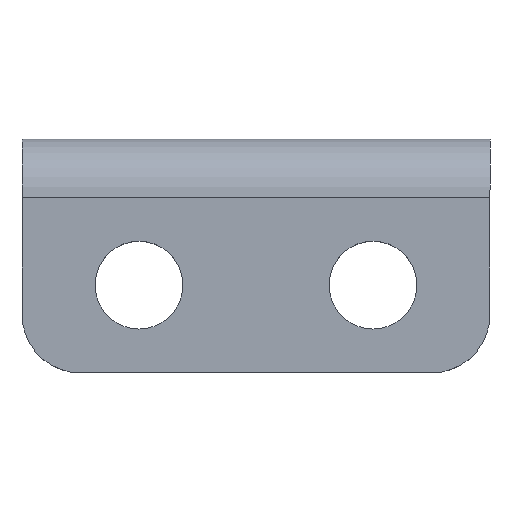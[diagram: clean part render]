
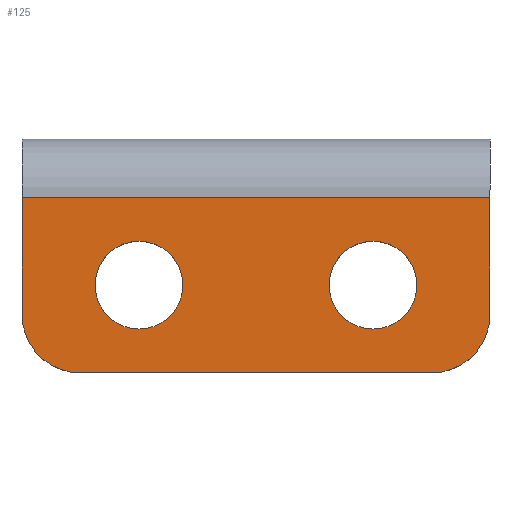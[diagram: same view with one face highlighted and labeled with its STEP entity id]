
A CAD part, top view. The second image highlights one B-rep face of the part: STEP entity #125.
In plain terms, the highlighted planar face has unit normal (0, 0, 1).
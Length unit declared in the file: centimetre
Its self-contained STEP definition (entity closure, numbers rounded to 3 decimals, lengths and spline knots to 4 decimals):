
#1 = CARTESIAN_POINT ( 'NONE',  ( 0.55, -0.3, 0.2 ) ) ;
#2 = ORIENTED_EDGE ( 'NONE', *, *, #479, .T. ) ;
#3 = DIRECTION ( 'NONE',  ( 1., 0., 0. ) ) ;
#20 = CARTESIAN_POINT ( 'NONE',  ( 1.6, -0.4, 0.2 ) ) ;
#23 = LINE ( 'NONE', #216, #149 ) ;
#32 = DIRECTION ( 'NONE',  ( 1., 0., 0. ) ) ;
#48 = ORIENTED_EDGE ( 'NONE', *, *, #492, .T. ) ;
#51 = ORIENTED_EDGE ( 'NONE', *, *, #452, .F. ) ;
#56 = ORIENTED_EDGE ( 'NONE', *, *, #498, .T. ) ;
#59 = AXIS2_PLACEMENT_3D ( 'NONE', #341, #527, #32 ) ;
#63 = CARTESIAN_POINT ( 'NONE',  ( 1.05, -0.3, 0.2 ) ) ;
#68 = AXIS2_PLACEMENT_3D ( 'NONE', #478, #394, #163 ) ;
#78 = CARTESIAN_POINT ( 'NONE',  ( 1.6, -0.4, 0.2 ) ) ;
#118 = VERTEX_POINT ( 'NONE', #579 ) ;
#119 = DIRECTION ( 'NONE',  ( 0., 0., 1. ) ) ;
#124 = LINE ( 'NONE', #78, #530 ) ;
#125 = ADVANCED_FACE ( 'NONE', ( #208, #203, #378 ), #299, .T. ) ;
#145 = VERTEX_POINT ( 'NONE', #302 ) ;
#149 = VECTOR ( 'NONE', #580, 100. ) ;
#154 = EDGE_LOOP ( 'NONE', ( #51, #342 ) ) ;
#155 = EDGE_CURVE ( 'NONE', #555, #262, #124, .T. ) ;
#156 = LINE ( 'NONE', #529, #442 ) ;
#163 = DIRECTION ( 'NONE',  ( 1., 0., 0. ) ) ;
#165 = DIRECTION ( 'NONE',  ( 0., 0., 1. ) ) ;
#192 = ORIENTED_EDGE ( 'NONE', *, *, #155, .T. ) ;
#203 = FACE_BOUND ( 'NONE', #154, .T. ) ;
#206 = CARTESIAN_POINT ( 'NONE',  ( 1.35, -0.3, 0.2 ) ) ;
#208 = FACE_BOUND ( 'NONE', #369, .T. ) ;
#210 = EDGE_CURVE ( 'NONE', #279, #118, #500, .T. ) ;
#211 = CARTESIAN_POINT ( 'NONE',  ( 0., 0., 0.2 ) ) ;
#215 = CARTESIAN_POINT ( 'NONE',  ( 0.4, -0.3, 0.2 ) ) ;
#216 = CARTESIAN_POINT ( 'NONE',  ( 0., 0., 0.2 ) ) ;
#218 = AXIS2_PLACEMENT_3D ( 'NONE', #388, #385, #571 ) ;
#224 = AXIS2_PLACEMENT_3D ( 'NONE', #215, #119, #252 ) ;
#225 = CIRCLE ( 'NONE', #436, 0.15 ) ;
#228 = EDGE_CURVE ( 'NONE', #521, #426, #588, .T. ) ;
#233 = VECTOR ( 'NONE', #461, 100. ) ;
#237 = EDGE_CURVE ( 'NONE', #468, #584, #23, .T. ) ;
#241 = DIRECTION ( 'NONE',  ( 0., 0., 1. ) ) ;
#251 = CIRCLE ( 'NONE', #224, 0.15 ) ;
#252 = DIRECTION ( 'NONE',  ( 1., 0., 0. ) ) ;
#262 = VERTEX_POINT ( 'NONE', #556 ) ;
#265 = CIRCLE ( 'NONE', #347, 0.2 ) ;
#266 = ORIENTED_EDGE ( 'NONE', *, *, #237, .T. ) ;
#277 = CIRCLE ( 'NONE', #462, 0.2 ) ;
#279 = VERTEX_POINT ( 'NONE', #1 ) ;
#287 = EDGE_CURVE ( 'NONE', #262, #468, #360, .T. ) ;
#291 = EDGE_LOOP ( 'NONE', ( #510, #266, #48, #56, #2, #192 ) ) ;
#292 = CARTESIAN_POINT ( 'NONE',  ( 0.2, -0.4, 0.2 ) ) ;
#297 = DIRECTION ( 'NONE',  ( 0., 0., 1. ) ) ;
#299 = PLANE ( 'NONE',  #218 ) ;
#300 = CARTESIAN_POINT ( 'NONE',  ( 0.2, -0.6, 0.2 ) ) ;
#302 = CARTESIAN_POINT ( 'NONE',  ( 1.4, -0.6, 0.2 ) ) ;
#339 = DIRECTION ( 'NONE',  ( -1., 0., 0. ) ) ;
#341 = CARTESIAN_POINT ( 'NONE',  ( 1.2, -0.3, 0.2 ) ) ;
#342 = ORIENTED_EDGE ( 'NONE', *, *, #210, .F. ) ;
#347 = AXIS2_PLACEMENT_3D ( 'NONE', #533, #165, #339 ) ;
#360 = LINE ( 'NONE', #372, #233 ) ;
#369 = EDGE_LOOP ( 'NONE', ( #552, #537 ) ) ;
#372 = CARTESIAN_POINT ( 'NONE',  ( 1.6, 0., 0.2 ) ) ;
#378 = FACE_OUTER_BOUND ( 'NONE', #291, .T. ) ;
#385 = DIRECTION ( 'NONE',  ( 0., 0., 1. ) ) ;
#388 = CARTESIAN_POINT ( 'NONE',  ( 0.2, -0.4, 0.2 ) ) ;
#394 = DIRECTION ( 'NONE',  ( 0., 0., 1. ) ) ;
#426 = VERTEX_POINT ( 'NONE', #206 ) ;
#427 = DIRECTION ( 'NONE',  ( 1., 0., 0. ) ) ;
#436 = AXIS2_PLACEMENT_3D ( 'NONE', #567, #241, #3 ) ;
#442 = VECTOR ( 'NONE', #427, 100. ) ;
#452 = EDGE_CURVE ( 'NONE', #118, #279, #251, .T. ) ;
#461 = DIRECTION ( 'NONE',  ( -1., 0., 0. ) ) ;
#462 = AXIS2_PLACEMENT_3D ( 'NONE', #292, #297, #484 ) ;
#468 = VERTEX_POINT ( 'NONE', #211 ) ;
#478 = CARTESIAN_POINT ( 'NONE',  ( 0.4, -0.3, 0.2 ) ) ;
#479 = EDGE_CURVE ( 'NONE', #145, #555, #265, .T. ) ;
#484 = DIRECTION ( 'NONE',  ( 1., 0., 0. ) ) ;
#490 = VERTEX_POINT ( 'NONE', #300 ) ;
#492 = EDGE_CURVE ( 'NONE', #584, #490, #277, .T. ) ;
#498 = EDGE_CURVE ( 'NONE', #490, #145, #156, .T. ) ;
#500 = CIRCLE ( 'NONE', #68, 0.15 ) ;
#510 = ORIENTED_EDGE ( 'NONE', *, *, #287, .T. ) ;
#521 = VERTEX_POINT ( 'NONE', #63 ) ;
#523 = CARTESIAN_POINT ( 'NONE',  ( 0., -0.4, 0.2 ) ) ;
#527 = DIRECTION ( 'NONE',  ( 0., 0., 1. ) ) ;
#529 = CARTESIAN_POINT ( 'NONE',  ( 0.2, -0.6, 0.2 ) ) ;
#530 = VECTOR ( 'NONE', #573, 100. ) ;
#533 = CARTESIAN_POINT ( 'NONE',  ( 1.4, -0.4, 0.2 ) ) ;
#537 = ORIENTED_EDGE ( 'NONE', *, *, #557, .F. ) ;
#552 = ORIENTED_EDGE ( 'NONE', *, *, #228, .F. ) ;
#555 = VERTEX_POINT ( 'NONE', #20 ) ;
#556 = CARTESIAN_POINT ( 'NONE',  ( 1.6, 0., 0.2 ) ) ;
#557 = EDGE_CURVE ( 'NONE', #426, #521, #225, .T. ) ;
#567 = CARTESIAN_POINT ( 'NONE',  ( 1.2, -0.3, 0.2 ) ) ;
#571 = DIRECTION ( 'NONE',  ( 1., 0., 0. ) ) ;
#573 = DIRECTION ( 'NONE',  ( 0., 1., 0. ) ) ;
#579 = CARTESIAN_POINT ( 'NONE',  ( 0.25, -0.3, 0.2 ) ) ;
#580 = DIRECTION ( 'NONE',  ( 0., -1., 0. ) ) ;
#584 = VERTEX_POINT ( 'NONE', #523 ) ;
#588 = CIRCLE ( 'NONE', #59, 0.15 ) ;
